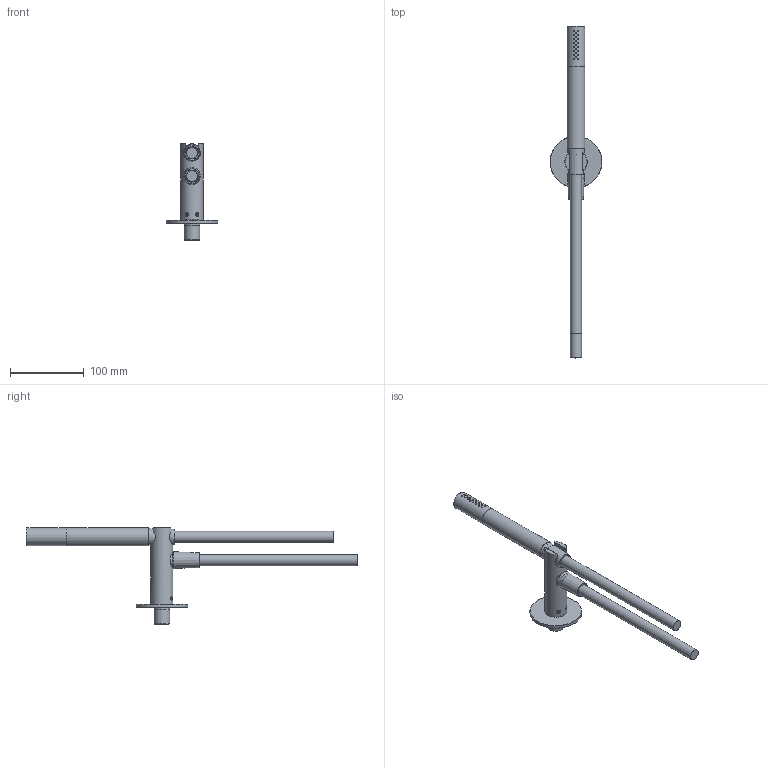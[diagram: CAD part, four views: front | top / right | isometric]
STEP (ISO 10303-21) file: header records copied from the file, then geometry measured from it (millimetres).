
FILE_DESCRIPTION(/* description */ ('Unknown'),/* implementation_level */ '2;1');
FILE_NAME(/* name */ 'CB7501',/* time_stamp */ '2020-03-23T09:56:09+01:00',/* author */ ('Unknown'),/* organization */ ('Unknown'),/* preprocessor_version */ 'ST-DEVELOPER v16.7',/* originating_system */ 'DEX',/* authorisation */ $);
FILE_SCHEMA (('AUTOMOTIVE_DESIGN {1 0 10303 214 3 1 1}'));
Length unit declared in the file: millimetre
Products named in the file (22): CB7501; supporto_doccietta_23E10755_23E10755; or 2093 23.52 x 1.78_10000025; Grano M5 x 5 punta conica_Grano M5 x 5 punta conica; Gruppo raccordo titanico_T1010671; raccordi_uscita_T1010035_T1010035; or 14 x 2_05000055; flangia; M015-001; M352-00; M352-03; M352-02; M352-001; anello or(11 x 2); non ritorno body(post dim 15 rossa); non ritorno valv(dim 15 rossa); non ritorno body(anter dim 15 rossa); M352-01; MNP0003TO pom; TUB0130ST_SOLID_1; or 2068 17.17 x 1.78_73000225; prolunga_G8000135_G8000135
Assembly tree (24 placements, depth 4):
  CB7501
    supporto_doccietta_23E10755_23E10755
    or 2093 23.52 x 1.78_10000025
    Grano M5 x 5 punta conica_Grano M5 x 5 punta conica  x2
    Gruppo raccordo titanico_T1010671
      raccordi_uscita_T1010035_T1010035
      or 14 x 2_05000055
    flangia
    M015-001  x2
    M352-00
      M352-03
      M352-02
      M352-001
        anello or(11 x 2)
        non ritorno body(post dim 15 rossa)
        non ritorno valv(dim 15 rossa)
        non ritorno body(anter dim 15 rossa)
      M352-01
        MNP0003TO pom
        TUB0130ST_SOLID_1
    or 2068 17.17 x 1.78_73000225  x2
    prolunga_G8000135_G8000135
Bounding box: 69.88 x 449.01 x 131 mm (x, y, z)
Volume: 204187.1 mm3; surface area: 104892.3 mm2
Topology: 20 solids, 20 shells, 412 faces, 972 edges, 625 vertices
Faces by surface type: plane 153, cylinder 137, cone 68, torus 33, bspline 14, sphere 7
Full cylindrical faces by diameter (mm): 1.5 x23, 2.5 x1, 2.8 x1, 4.134 x2, 5 x8, 9 x1, 9.1 x1, 9.5 x2, 12.1 x1, 13 x2, 13.5 x2, 14 x1, 14.8 x3, 15 x3, 15.1 x1, 16 x1, 16.5 x2, 16.7 x1, 17 x1, 17.2 x2, 17.5 x1, 18 x1, 18.2 x2, 18.5 x2, 18.8 x1, 19 x1, 19.8 x2, 20 x3, 20.2 x1, 20.5 x1
Entity records: 13500 total; most frequent: CARTESIAN_POINT 4017, DIRECTION 1579, ORIENTED_EDGE 1344, AXIS2_PLACEMENT_3D 693, EDGE_CURVE 672, FACE_BOUND 651, EDGE_LOOP 645, VERTEX_POINT 521
